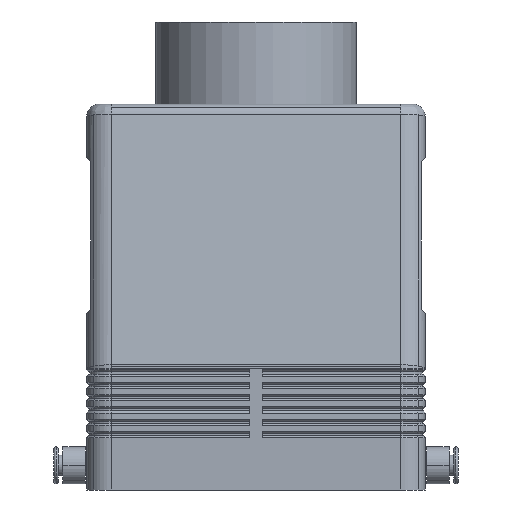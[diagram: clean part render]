
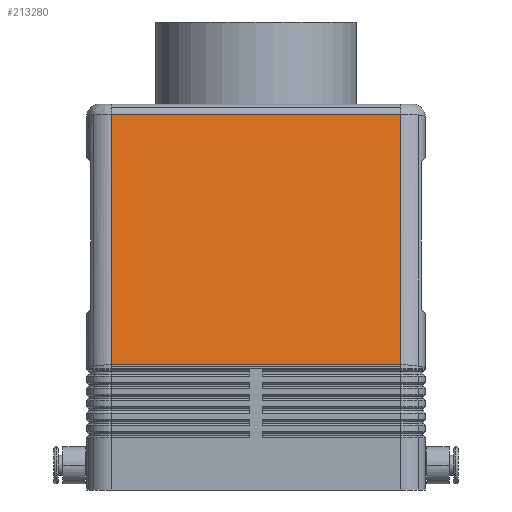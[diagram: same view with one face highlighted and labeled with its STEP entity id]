
A CAD part, left-side view. The second image highlights one B-rep face of the part: STEP entity #213280.
In plain terms, the highlighted planar face has unit normal (-0.986, 0, 0.166).
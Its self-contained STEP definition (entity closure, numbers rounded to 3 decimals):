
#4900=CARTESIAN_POINT('',(-46.667,35.25,30.493));
#4910=VERTEX_POINT('',#4900);
#4940=CARTESIAN_POINT('',(-46.667,-35.25,30.493));
#4950=DIRECTION('',(0.,1.,0.));
#4960=VECTOR('',#4950,70.5);
#4970=LINE('',#4940,#4960);
#4980=CARTESIAN_POINT('',(-46.667,-35.25,30.493));
#4990=VERTEX_POINT('',#4980);
#5000=EDGE_CURVE('',#4990,#4910,#4970,.T.);
#108890=CARTESIAN_POINT('',(-36.42,-35.25,91.497));
#108900=DIRECTION('',(-0.166,0.,-0.986));
#108910=VECTOR('',#108900,61.858);
#108920=LINE('',#108890,#108910);
#108930=CARTESIAN_POINT('',(-36.42,-35.25,91.497));
#108940=VERTEX_POINT('',#108930);
#108950=EDGE_CURVE('',#108940,#4990,#108920,.T.);
#207150=CARTESIAN_POINT('',(-36.42,35.25,91.497));
#207160=DIRECTION('',(0.,-1.,0.));
#207170=VECTOR('',#207160,70.5);
#207180=LINE('',#207150,#207170);
#207190=CARTESIAN_POINT('',(-36.42,35.25,91.497));
#207200=VERTEX_POINT('',#207190);
#207210=EDGE_CURVE('',#207200,#108940,#207180,.T.);
#212800=CARTESIAN_POINT('',(-46.667,35.25,30.493));
#212810=DIRECTION('',(0.166,0.,0.986));
#212820=VECTOR('',#212810,61.858);
#212830=LINE('',#212800,#212820);
#212840=EDGE_CURVE('',#4910,#207200,#212830,.T.);
#213170=CARTESIAN_POINT('',(-36.,0.,94.));
#213180=DIRECTION('',(-0.986,0.,0.166));
#213190=DIRECTION('',(0.166,0.,0.986));
#213200=AXIS2_PLACEMENT_3D('',#213170,#213180,#213190);
#213210=PLANE('',#213200);
#213220=ORIENTED_EDGE('',*,*,#108950,.F.);
#213230=ORIENTED_EDGE('',*,*,#5000,.F.);
#213240=ORIENTED_EDGE('',*,*,#212840,.F.);
#213250=ORIENTED_EDGE('',*,*,#207210,.F.);
#213260=EDGE_LOOP('',(#213250,#213240,#213230,#213220));
#213270=FACE_OUTER_BOUND('',#213260,.T.);
#213280=ADVANCED_FACE('',(#213270),#213210,.T.);
